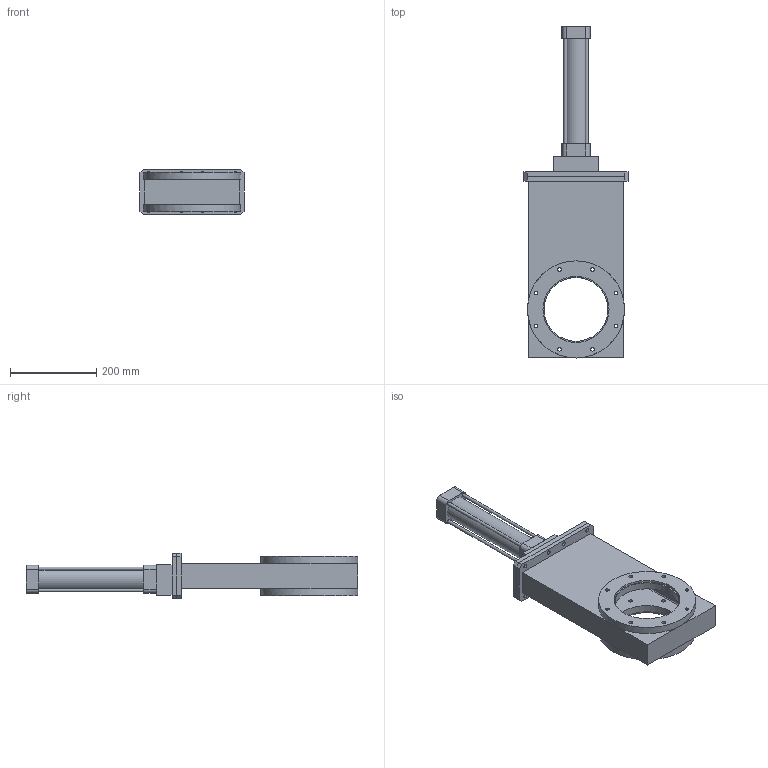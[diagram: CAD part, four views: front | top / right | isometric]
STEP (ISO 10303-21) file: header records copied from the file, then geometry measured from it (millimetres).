
FILE_DESCRIPTION(('STEP AP242'), '1');
FILE_NAME('ÇÂïÂ-160 ïîòðåáèòåëþ', '', ('UNSPECIFIED'), ('UNSPECIFIED'), 'C3D Converter', 'C3D Toolkit', '');
FILE_SCHEMA(('AP242_MANAGED_MODEL_BASED_3D_ENGINEERING_MIM_LF { 1 0 10303 442 1 1 4 }'));
Length unit declared in the file: millimetre
Assembly tree (2 placements, depth 2):
  (unnamed)
    (unnamed)
    (unnamed)
Bounding box: 241.5 x 769.5 x 105 mm (x, y, z)
Volume: 3260752.6 mm3; surface area: 637416.6 mm2
Topology: 2 solids, 2 shells, 117 faces, 305 edges, 198 vertices
Faces by surface type: plane 62, cylinder 55
Full cylindrical faces by diameter (mm): 7 x4, 8.376 x16, 9 x16, 54.5 x1, 148 x2, 153 x2, 225 x2
Entity records: 3697 total; most frequent: DIRECTION 628, CARTESIAN_POINT 580, ORIENTED_EDGE 524, EDGE_CURVE 262, AXIS2_PLACEMENT_3D 246, EDGE_LOOP 242, VERTEX_POINT 198, FACE_BOUND 160
